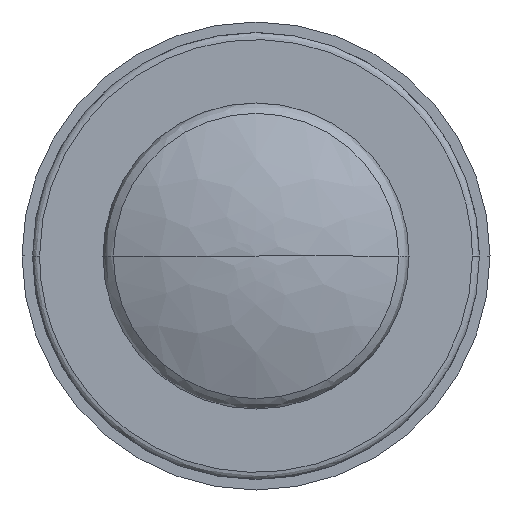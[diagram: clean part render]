
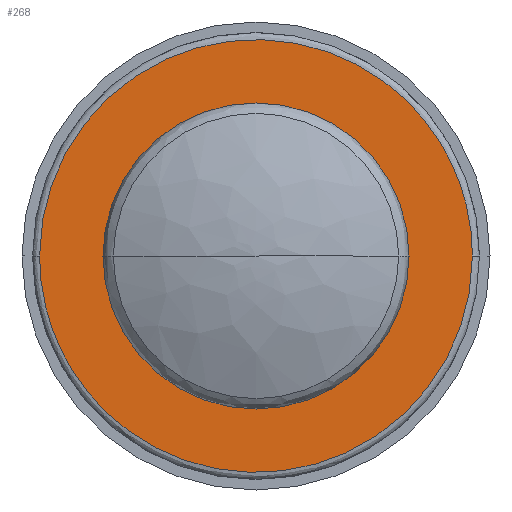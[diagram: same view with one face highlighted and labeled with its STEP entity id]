
A CAD part, front view. The second image highlights one B-rep face of the part: STEP entity #268.
In plain terms, the highlighted planar face has unit normal (0, -1, 0).
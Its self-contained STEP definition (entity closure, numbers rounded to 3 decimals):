
#57 = CARTESIAN_POINT ( 'NONE',  ( 61.5, -114., 0. ) ) ;
#116 = AXIS2_PLACEMENT_3D ( 'NONE', #3454, #763, #2096 ) ;
#153 = VERTEX_POINT ( 'NONE', #959 ) ;
#232 = EDGE_CURVE ( 'NONE', #1176, #153, #2611, .T. ) ;
#268 = ADVANCED_FACE ( 'NONE', ( #1109, #370 ), #1034, .T. ) ;
#345 = CARTESIAN_POINT ( 'NONE',  ( -61.5, -114., 0. ) ) ;
#370 = FACE_OUTER_BOUND ( 'NONE', #876, .T. ) ;
#371 = CARTESIAN_POINT ( 'NONE',  ( 61.5, -114., -123. ) ) ;
#474 = CARTESIAN_POINT ( 'NONE',  ( 0., -114., 0. ) ) ;
#533 = CARTESIAN_POINT ( 'NONE',  ( 61.5, -114., 0. ) ) ;
#555 = EDGE_LOOP ( 'NONE', ( #1863, #2375 ) ) ;
#575 = CIRCLE ( 'NONE', #2991, 43.5 ) ;
#701 = DIRECTION ( 'NONE',  ( 0., 1., 0. ) ) ;
#740 =( BOUNDED_CURVE ( )  B_SPLINE_CURVE ( 3, ( #57, #371, #2554, #345 ),
 .UNSPECIFIED., .F., .T. ) 
 B_SPLINE_CURVE_WITH_KNOTS ( ( 4, 4 ),
 ( 0., 1. ),
 .UNSPECIFIED. ) 
 CURVE ( )  GEOMETRIC_REPRESENTATION_ITEM ( )  RATIONAL_B_SPLINE_CURVE ( ( 0.957, 0.319, 0.319, 0.957 ) ) 
 REPRESENTATION_ITEM ( '' )  );
#763 = DIRECTION ( 'NONE',  ( 0., -1., 0. ) ) ;
#876 = EDGE_LOOP ( 'NONE', ( #2163, #3568 ) ) ;
#959 = CARTESIAN_POINT ( 'NONE',  ( 0., -114., 43.5 ) ) ;
#1034 = PLANE ( 'NONE',  #116 ) ;
#1109 = FACE_BOUND ( 'NONE', #555, .T. ) ;
#1163 = EDGE_CURVE ( 'NONE', #1415, #2147, #2586, .T. ) ;
#1176 = VERTEX_POINT ( 'NONE', #1495 ) ;
#1415 = VERTEX_POINT ( 'NONE', #1454 ) ;
#1454 = CARTESIAN_POINT ( 'NONE',  ( -61.5, -114., 0. ) ) ;
#1495 = CARTESIAN_POINT ( 'NONE',  ( 0., -114., -43.5 ) ) ;
#1863 = ORIENTED_EDGE ( 'NONE', *, *, #2433, .T. ) ;
#2035 = CARTESIAN_POINT ( 'NONE',  ( -61.5, -114., 123. ) ) ;
#2096 = DIRECTION ( 'NONE',  ( 1., 0., 0. ) ) ;
#2147 = VERTEX_POINT ( 'NONE', #533 ) ;
#2163 = ORIENTED_EDGE ( 'NONE', *, *, #1163, .F. ) ;
#2332 = EDGE_CURVE ( 'NONE', #2147, #1415, #740, .T. ) ;
#2375 = ORIENTED_EDGE ( 'NONE', *, *, #232, .T. ) ;
#2433 = EDGE_CURVE ( 'NONE', #153, #1176, #575, .T. ) ;
#2554 = CARTESIAN_POINT ( 'NONE',  ( -61.5, -114., -123. ) ) ;
#2586 =( BOUNDED_CURVE ( )  B_SPLINE_CURVE ( 3, ( #2847, #2035, #2876, #3407 ),
 .UNSPECIFIED., .F., .F. ) 
 B_SPLINE_CURVE_WITH_KNOTS ( ( 4, 4 ),
 ( 0., 1. ),
 .UNSPECIFIED. ) 
 CURVE ( )  GEOMETRIC_REPRESENTATION_ITEM ( )  RATIONAL_B_SPLINE_CURVE ( ( 0.957, 0.319, 0.319, 0.957 ) ) 
 REPRESENTATION_ITEM ( '' )  );
#2611 = CIRCLE ( 'NONE', #2796, 43.5 ) ;
#2796 = AXIS2_PLACEMENT_3D ( 'NONE', #474, #3216, #3481 ) ;
#2847 = CARTESIAN_POINT ( 'NONE',  ( -61.5, -114., 0. ) ) ;
#2876 = CARTESIAN_POINT ( 'NONE',  ( 61.5, -114., 123. ) ) ;
#2991 = AXIS2_PLACEMENT_3D ( 'NONE', #3165, #701, #3142 ) ;
#3142 = DIRECTION ( 'NONE',  ( 0., 0., 1. ) ) ;
#3165 = CARTESIAN_POINT ( 'NONE',  ( 0., -114., 0. ) ) ;
#3216 = DIRECTION ( 'NONE',  ( 0., 1., 0. ) ) ;
#3407 = CARTESIAN_POINT ( 'NONE',  ( 61.5, -114., 0. ) ) ;
#3454 = CARTESIAN_POINT ( 'NONE',  ( -62.238, -114., -62.238 ) ) ;
#3481 = DIRECTION ( 'NONE',  ( 0., 0., 1. ) ) ;
#3568 = ORIENTED_EDGE ( 'NONE', *, *, #2332, .F. ) ;
